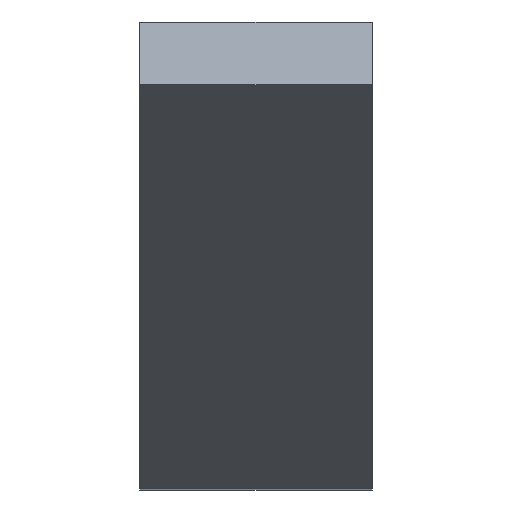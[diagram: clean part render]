
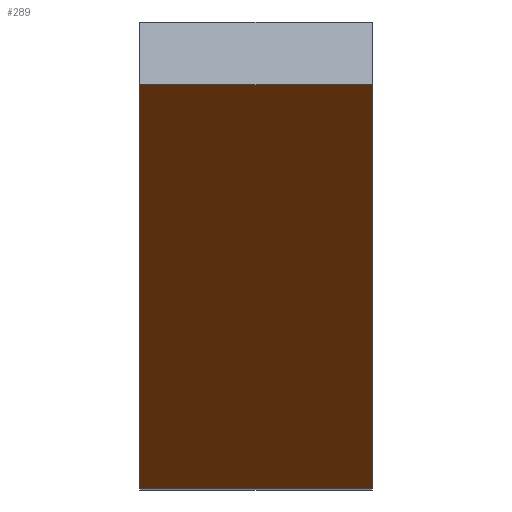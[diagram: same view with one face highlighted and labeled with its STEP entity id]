
A CAD part, top view. The second image highlights one B-rep face of the part: STEP entity #289.
In plain terms, the highlighted planar face has unit normal (0, -0.819, 0.574).
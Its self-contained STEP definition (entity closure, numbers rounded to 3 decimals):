
#1 = VERTEX_POINT ( 'NONE', #124 ) ;
#10 = CARTESIAN_POINT ( 'NONE',  ( 3., 2.193, 8.362 ) ) ;
#11 = VECTOR ( 'NONE', #335, 1000. ) ;
#15 = FACE_OUTER_BOUND ( 'NONE', #243, .T. ) ;
#25 = CARTESIAN_POINT ( 'NONE',  ( 0., 2.193, 8.362 ) ) ;
#41 = LINE ( 'NONE', #165, #146 ) ;
#47 = LINE ( 'NONE', #164, #62 ) ;
#62 = VECTOR ( 'NONE', #189, 1000. ) ;
#79 = AXIS2_PLACEMENT_3D ( 'NONE', #10, #180, #107 ) ;
#84 = VERTEX_POINT ( 'NONE', #25 ) ;
#101 = CARTESIAN_POINT ( 'NONE',  ( 3., -3., 0.946 ) ) ;
#104 = CARTESIAN_POINT ( 'NONE',  ( 3., 2.193, 8.362 ) ) ;
#107 = DIRECTION ( 'NONE',  ( 0., 0.574, 0.819 ) ) ;
#112 = VERTEX_POINT ( 'NONE', #270 ) ;
#120 = ORIENTED_EDGE ( 'NONE', *, *, #238, .T. ) ;
#124 = CARTESIAN_POINT ( 'NONE',  ( 3., 2.193, 8.362 ) ) ;
#139 = EDGE_CURVE ( 'NONE', #84, #112, #173, .T. ) ;
#146 = VECTOR ( 'NONE', #307, 1000. ) ;
#153 = DIRECTION ( 'NONE',  ( 0., -0.574, -0.819 ) ) ;
#164 = CARTESIAN_POINT ( 'NONE',  ( 3., 2.193, 8.362 ) ) ;
#165 = CARTESIAN_POINT ( 'NONE',  ( 3., -3., 0.946 ) ) ;
#173 = LINE ( 'NONE', #315, #301 ) ;
#174 = ORIENTED_EDGE ( 'NONE', *, *, #139, .T. ) ;
#180 = DIRECTION ( 'NONE',  ( 0., 0.819, -0.574 ) ) ;
#189 = DIRECTION ( 'NONE',  ( -1., 0., 0. ) ) ;
#202 = PLANE ( 'NONE',  #79 ) ;
#238 = EDGE_CURVE ( 'NONE', #1, #84, #47, .T. ) ;
#243 = EDGE_LOOP ( 'NONE', ( #174, #256, #257, #120 ) ) ;
#256 = ORIENTED_EDGE ( 'NONE', *, *, #303, .F. ) ;
#257 = ORIENTED_EDGE ( 'NONE', *, *, #324, .F. ) ;
#268 = LINE ( 'NONE', #104, #11 ) ;
#270 = CARTESIAN_POINT ( 'NONE',  ( 0., -3., 0.946 ) ) ;
#289 = ADVANCED_FACE ( 'NONE', ( #15 ), #202, .F. ) ;
#301 = VECTOR ( 'NONE', #153, 1000. ) ;
#303 = EDGE_CURVE ( 'NONE', #308, #112, #41, .T. ) ;
#307 = DIRECTION ( 'NONE',  ( -1., 0., 0. ) ) ;
#308 = VERTEX_POINT ( 'NONE', #101 ) ;
#315 = CARTESIAN_POINT ( 'NONE',  ( 0., 2.193, 8.362 ) ) ;
#324 = EDGE_CURVE ( 'NONE', #1, #308, #268, .T. ) ;
#335 = DIRECTION ( 'NONE',  ( 0., -0.574, -0.819 ) ) ;
